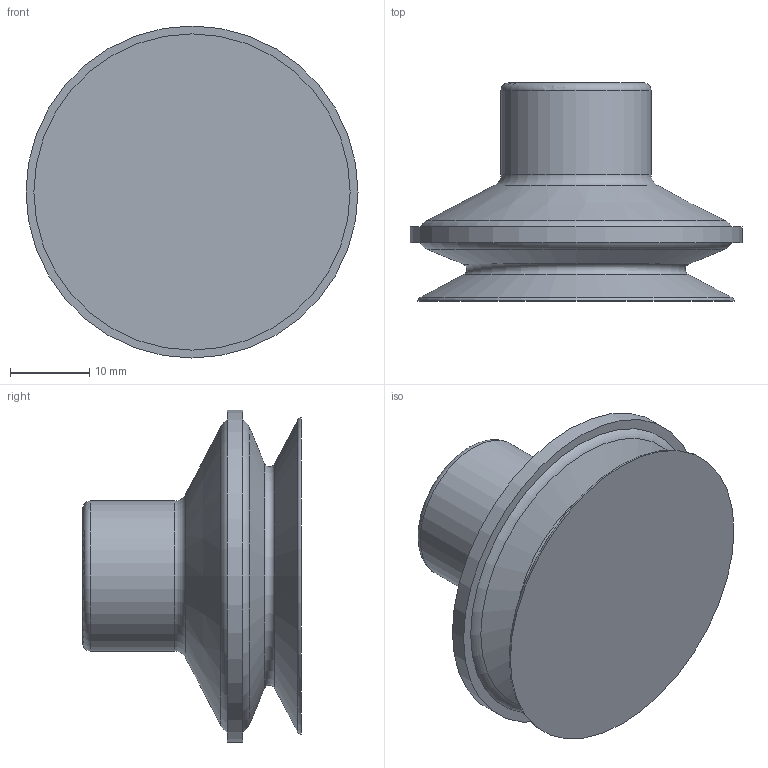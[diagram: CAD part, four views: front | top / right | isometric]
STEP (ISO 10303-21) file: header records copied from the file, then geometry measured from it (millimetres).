
FILE_DESCRIPTION(/* description */ (''),/* implementation_level */ '2;1');
FILE_NAME(/* name */ '3D_vf41pur.stp',/* time_stamp */ '2019-09-18T16:23:44+02:00',/* author */ ('Asalcedo'),/* organization */ (''),/* preprocessor_version */ 'ST-DEVELOPER v17',/* originating_system */ 'Autodesk Inventor 2019',/* authorisation */ '');
FILE_SCHEMA (('AUTOMOTIVE_DESIGN { 1 0 10303 214 3 1 1 }'));
Length unit declared in the file: millimetre
Products named in the file (1): 3D_vf41-rac7r1-4m
Bounding box: 42 x 27.61 x 42 mm (x, y, z)
Volume: 16839.9 mm3; surface area: 5588.6 mm2
Topology: 1 solids, 1 shells, 17 faces, 51 edges, 39 vertices
Faces by surface type: torus 6, plane 5, cylinder 3, cone 3
Full cylindrical faces by diameter (mm): 8.5 x1, 19 x1, 42 x1
Entity records: 669 total; most frequent: DIRECTION 132, CARTESIAN_POINT 108, ORIENTED_EDGE 102, AXIS2_PLACEMENT_3D 63, EDGE_CURVE 51, CIRCLE 45, VERTEX_POINT 39, EDGE_LOOP 20
